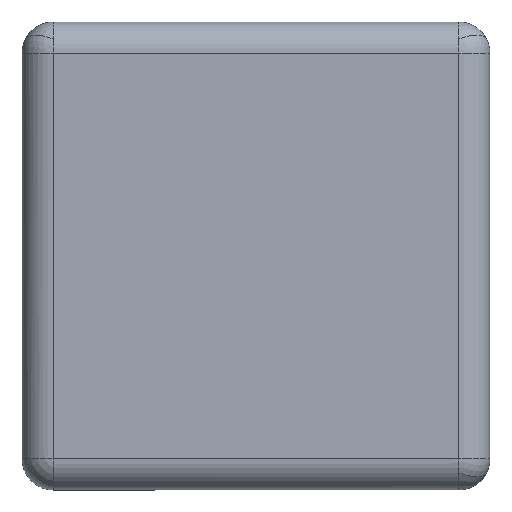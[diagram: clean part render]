
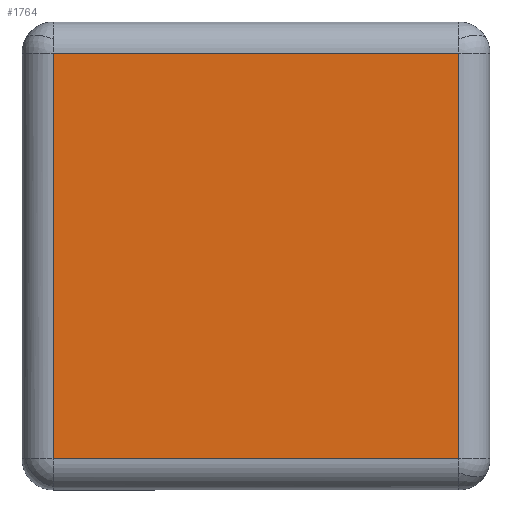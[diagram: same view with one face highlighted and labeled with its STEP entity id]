
A CAD part, top view. The second image highlights one B-rep face of the part: STEP entity #1764.
In plain terms, the highlighted planar face has unit normal (0, 0, 1).
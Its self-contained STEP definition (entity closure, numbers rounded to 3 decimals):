
#4 = EDGE_CURVE ( 'NONE', #803, #1076, #1299, .T. ) ;
#207 = CARTESIAN_POINT ( 'NONE',  ( 15., -13., 4. ) ) ;
#210 = DIRECTION ( 'NONE',  ( 1., 0., 0. ) ) ;
#299 = EDGE_LOOP ( 'NONE', ( #372, #1512, #1732, #1254 ) ) ;
#372 = ORIENTED_EDGE ( 'NONE', *, *, #1806, .F. ) ;
#404 = VECTOR ( 'NONE', #852, 1000. ) ;
#789 = DIRECTION ( 'NONE',  ( 0., -1., 0. ) ) ;
#797 = DIRECTION ( 'NONE',  ( -1., 0., 0. ) ) ;
#803 = VERTEX_POINT ( 'NONE', #1791 ) ;
#852 = DIRECTION ( 'NONE',  ( -1., 0., 0. ) ) ;
#920 = DIRECTION ( 'NONE',  ( 0., 1., 0. ) ) ;
#972 = CARTESIAN_POINT ( 'NONE',  ( 13., -13., 4. ) ) ;
#988 = EDGE_CURVE ( 'NONE', #1076, #1536, #1665, .T. ) ;
#1076 = VERTEX_POINT ( 'NONE', #2046 ) ;
#1175 = EDGE_CURVE ( 'NONE', #1536, #1228, #2026, .T. ) ;
#1198 = CARTESIAN_POINT ( 'NONE',  ( 15., 13., 4. ) ) ;
#1228 = VERTEX_POINT ( 'NONE', #972 ) ;
#1244 = VECTOR ( 'NONE', #210, 1000. ) ;
#1254 = ORIENTED_EDGE ( 'NONE', *, *, #4, .F. ) ;
#1290 = FACE_OUTER_BOUND ( 'NONE', #299, .T. ) ;
#1299 = LINE ( 'NONE', #1542, #1844 ) ;
#1325 = CARTESIAN_POINT ( 'NONE',  ( 15., 15., 4. ) ) ;
#1417 = CARTESIAN_POINT ( 'NONE',  ( 13., 15., 4. ) ) ;
#1512 = ORIENTED_EDGE ( 'NONE', *, *, #1175, .F. ) ;
#1536 = VERTEX_POINT ( 'NONE', #2070 ) ;
#1542 = CARTESIAN_POINT ( 'NONE',  ( -13., 15., 4. ) ) ;
#1665 = LINE ( 'NONE', #1198, #1244 ) ;
#1731 = LINE ( 'NONE', #207, #404 ) ;
#1732 = ORIENTED_EDGE ( 'NONE', *, *, #988, .F. ) ;
#1734 = VECTOR ( 'NONE', #789, 1000. ) ;
#1764 = ADVANCED_FACE ( 'NONE', ( #1290 ), #2113, .F. ) ;
#1774 = DIRECTION ( 'NONE',  ( 0., 0., -1. ) ) ;
#1791 = CARTESIAN_POINT ( 'NONE',  ( -13., -13., 4. ) ) ;
#1806 = EDGE_CURVE ( 'NONE', #1228, #803, #1731, .T. ) ;
#1844 = VECTOR ( 'NONE', #920, 1000. ) ;
#2026 = LINE ( 'NONE', #1417, #1734 ) ;
#2046 = CARTESIAN_POINT ( 'NONE',  ( -13., 13., 4. ) ) ;
#2056 = AXIS2_PLACEMENT_3D ( 'NONE', #1325, #1774, #797 ) ;
#2070 = CARTESIAN_POINT ( 'NONE',  ( 13., 13., 4. ) ) ;
#2113 = PLANE ( 'NONE',  #2056 ) ;
